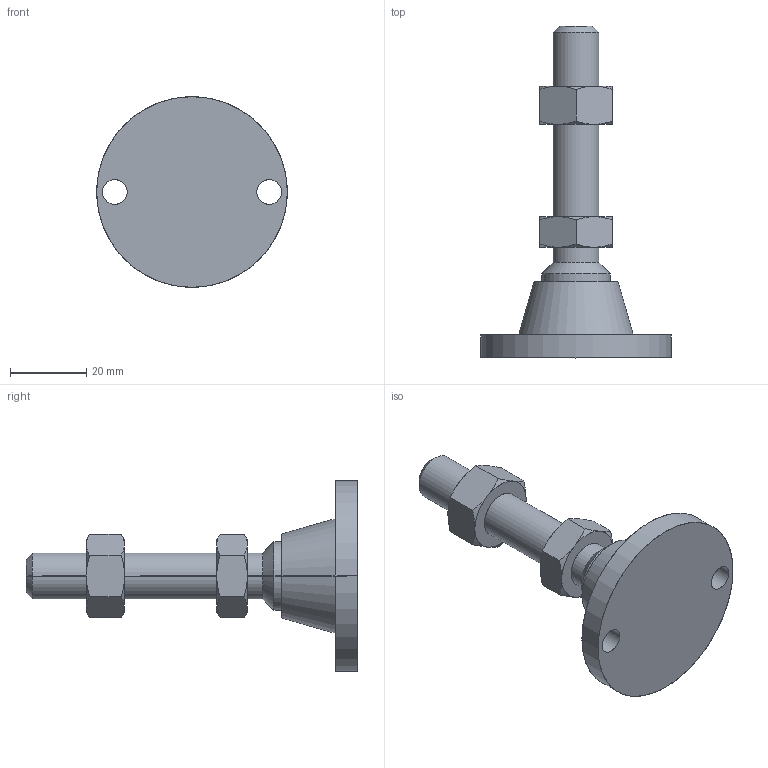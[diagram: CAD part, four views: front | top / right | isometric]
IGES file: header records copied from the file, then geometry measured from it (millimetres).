
Start section: SolidWorks IGES file using analytic representation for surfaces
Global section: file name: ALF-LA50M12-D50U.igs; native system: SolidWorks 2022; preprocessor: SolidWorks 2022; author: kb; date: 240815.180139; units: millimetre
Bounding box: 50 x 87 x 50 mm (x, y, z)
Surface area: 9560.4 mm2 (no closed solid volume)
Topology: 0 solids, 0 shells, 64 faces, 1248 edges, 1248 vertices
Faces by surface type: revolution 44, bspline 20
